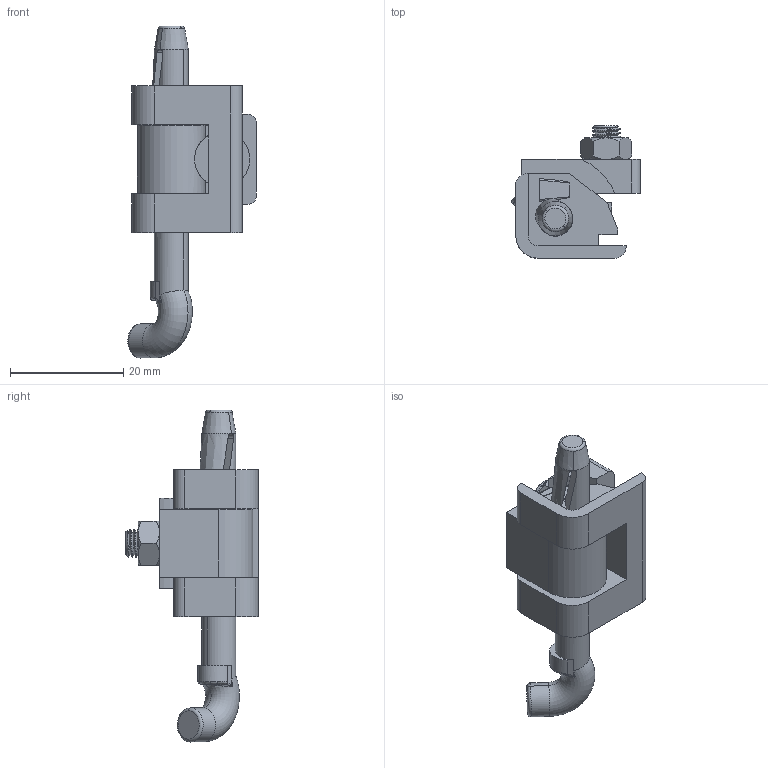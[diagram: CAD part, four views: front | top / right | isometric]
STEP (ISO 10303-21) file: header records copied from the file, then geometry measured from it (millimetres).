
FILE_DESCRIPTION (( 'STEP AP203' ), '1' );
FILE_NAME ('MG17.35.0.3.15.STEP', '2022-03-16T05:12:52', ( '' ), ( '' ), 'SwSTEP 2.0', 'SolidWorks 2021', '' );
FILE_SCHEMA (( 'CONFIG_CONTROL_DESIGN' ));
Length unit declared in the file: millimetre
Products named in the file (1): MG17.35.0.3.15
Bounding box: 22.7 x 23.5 x 58.75 mm (x, y, z)
Surface area: 5251.2 mm2 (no closed solid volume)
Topology: 0 solids, 6 shells, 166 faces, 468 edges, 305 vertices
Faces by surface type: plane 70, cylinder 54, cone 22, bspline 12, torus 8
Entity records: 9183 total; most frequent: CARTESIAN_POINT 5198, ORIENTED_EDGE 878, DIRECTION 697, EDGE_CURVE 468, VERTEX_POINT 305, AXIS2_PLACEMENT_3D 240, LINE 217, VECTOR 217
